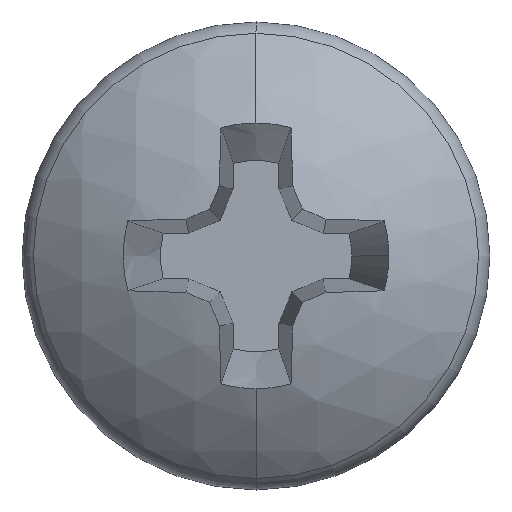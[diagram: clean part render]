
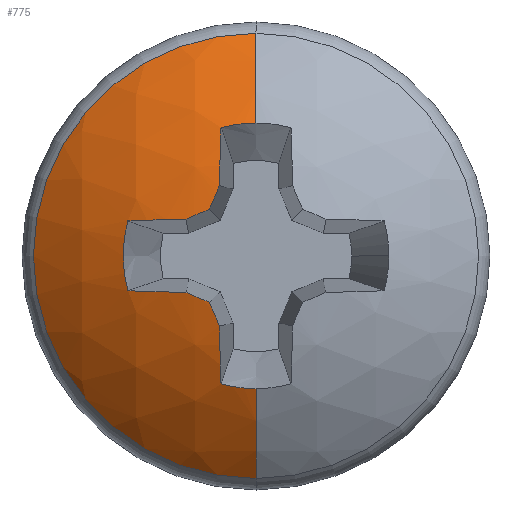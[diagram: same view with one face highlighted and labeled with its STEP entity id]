
A CAD part, top view. The second image highlights one B-rep face of the part: STEP entity #775.
In plain terms, the highlighted spherical face has radius 3.501 mm.
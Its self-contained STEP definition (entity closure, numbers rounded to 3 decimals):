
#3 = VERTEX_POINT ( 'NONE', #825 ) ;
#17 = CARTESIAN_POINT ( 'NONE',  ( -0.498, -0.498, 6.029 ) ) ;
#48 = DIRECTION ( 'NONE',  ( 0., -1., 0. ) ) ;
#53 = CARTESIAN_POINT ( 'NONE',  ( 0., 0., 2.599 ) ) ;
#56 = DIRECTION ( 'NONE',  ( -1., 0., 0. ) ) ;
#64 = CARTESIAN_POINT ( 'NONE',  ( -0.374, 1.369, 5.799 ) ) ;
#77 = CARTESIAN_POINT ( 'NONE',  ( -0.748, -0.391, 5.997 ) ) ;
#113 = CARTESIAN_POINT ( 'NONE',  ( 0., 1.419, 5.799 ) ) ;
#124 = CARTESIAN_POINT ( 'NONE',  ( 0., -1.419, 5.799 ) ) ;
#130 = CARTESIAN_POINT ( 'NONE',  ( -0.391, -0.748, 5.997 ) ) ;
#135 = CARTESIAN_POINT ( 'NONE',  ( -0.374, -1.369, 5.799 ) ) ;
#156 = CARTESIAN_POINT ( 'NONE',  ( -1.369, 0.374, 5.799 ) ) ;
#159 = CARTESIAN_POINT ( 'NONE',  ( -0.498, 0.498, 6.029 ) ) ;
#169 = CARTESIAN_POINT ( 'NONE',  ( -0.748, 0.391, 5.997 ) ) ;
#180 = CARTESIAN_POINT ( 'NONE',  ( 0., 2.379, 5.168 ) ) ;
#186 = CARTESIAN_POINT ( 'NONE',  ( -0.391, 0.748, 5.997 ) ) ;
#202 = CARTESIAN_POINT ( 'NONE',  ( -1.369, -0.374, 5.799 ) ) ;
#351 = EDGE_CURVE ( 'NONE', #2219, #2366, #2087, .T. ) ;
#352 = EDGE_CURVE ( 'NONE', #3041, #3013, #2011, .T. ) ;
#354 = EDGE_CURVE ( 'NONE', #2366, #2524, #2390, .T. ) ;
#358 = EDGE_CURVE ( 'NONE', #3044, #3032, #2201, .T. ) ;
#436 = EDGE_CURVE ( 'NONE', #3068, #2219, #2485, .T. ) ;
#438 = EDGE_CURVE ( 'NONE', #3032, #3041, #2361, .T. ) ;
#439 = EDGE_CURVE ( 'NONE', #3013, #2318, #2340, .T. ) ;
#444 = EDGE_CURVE ( 'NONE', #2524, #3044, #2306, .T. ) ;
#501 = EDGE_CURVE ( 'NONE', #3074, #3, #2481, .T. ) ;
#502 = EDGE_CURVE ( 'NONE', #3, #3020, #2187, .T. ) ;
#507 = EDGE_CURVE ( 'NONE', #2318, #3085, #2117, .T. ) ;
#510 = EDGE_CURVE ( 'NONE', #3085, #3020, #2061, .T. ) ;
#518 = EDGE_CURVE ( 'NONE', #3074, #3063, #2112, .T. ) ;
#522 = EDGE_CURVE ( 'NONE', #3063, #3068, #2017, .T. ) ;
#533 = AXIS2_PLACEMENT_3D ( 'NONE', #1294, #1293, #1292 ) ;
#539 = AXIS2_PLACEMENT_3D ( 'NONE', #1290, #1289, #1288 ) ;
#540 = AXIS2_PLACEMENT_3D ( 'NONE', #1283, #1285, #1282 ) ;
#542 = AXIS2_PLACEMENT_3D ( 'NONE', #1260, #1265, #1263 ) ;
#550 = AXIS2_PLACEMENT_3D ( 'NONE', #3545, #3544, #3540 ) ;
#551 = AXIS2_PLACEMENT_3D ( 'NONE', #3530, #3529, #3528 ) ;
#552 = AXIS2_PLACEMENT_3D ( 'NONE', #3527, #3526, #3525 ) ;
#555 = AXIS2_PLACEMENT_3D ( 'NONE', #3504, #3500, #3499 ) ;
#575 = AXIS2_PLACEMENT_3D ( 'NONE', #3277, #3276, #3275 ) ;
#576 = AXIS2_PLACEMENT_3D ( 'NONE', #3270, #3269, #3268 ) ;
#579 = AXIS2_PLACEMENT_3D ( 'NONE', #3230, #3229, #3228 ) ;
#582 = AXIS2_PLACEMENT_3D ( 'NONE', #3210, #3209, #3208 ) ;
#583 = AXIS2_PLACEMENT_3D ( 'NONE', #3135, #3134, #3133 ) ;
#584 = AXIS2_PLACEMENT_3D ( 'NONE', #3104, #3100, #3099 ) ;
#665 = AXIS2_PLACEMENT_3D ( 'NONE', #53, #56, #48 ) ;
#775 = ADVANCED_FACE ( 'NONE', ( #2371 ), #2397, .T. ) ;
#825 = CARTESIAN_POINT ( 'NONE',  ( 0., -2.379, 5.168 ) ) ;
#1260 = CARTESIAN_POINT ( 'NONE',  ( 0., 0.093, 2.591 ) ) ;
#1263 = DIRECTION ( 'NONE',  ( 0., -0.087, -0.996 ) ) ;
#1265 = DIRECTION ( 'NONE',  ( 0., 0.996, -0.087 ) ) ;
#1282 = DIRECTION ( 'NONE',  ( 0., -0.087, 0.996 ) ) ;
#1283 = CARTESIAN_POINT ( 'NONE',  ( 0., -0.093, 2.591 ) ) ;
#1285 = DIRECTION ( 'NONE',  ( 0., -0.996, -0.087 ) ) ;
#1288 = DIRECTION ( 'NONE',  ( 0.383, 0.924, 0. ) ) ;
#1289 = DIRECTION ( 'NONE',  ( -0.92, 0.381, -0.087 ) ) ;
#1290 = CARTESIAN_POINT ( 'NONE',  ( -0.321, 0.133, 2.568 ) ) ;
#1292 = DIRECTION ( 'NONE',  ( -0.924, 0.383, 0. ) ) ;
#1293 = DIRECTION ( 'NONE',  ( -0.381, -0.92, -0.087 ) ) ;
#1294 = CARTESIAN_POINT ( 'NONE',  ( -0.133, -0.321, 2.568 ) ) ;
#2011 = CIRCLE ( 'NONE', #539, 3.484 ) ;
#2017 = CIRCLE ( 'NONE', #584, 3.5 ) ;
#2061 = CIRCLE ( 'NONE', #582, 3.501 ) ;
#2087 = CIRCLE ( 'NONE', #533, 3.484 ) ;
#2112 = CIRCLE ( 'NONE', #583, 1.419 ) ;
#2117 = CIRCLE ( 'NONE', #579, 1.419 ) ;
#2187 = CIRCLE ( 'NONE', #576, 2.379 ) ;
#2201 = CIRCLE ( 'NONE', #542, 3.5 ) ;
#2219 = VERTEX_POINT ( 'NONE', #17 ) ;
#2306 = CIRCLE ( 'NONE', #555, 1.419 ) ;
#2318 = VERTEX_POINT ( 'NONE', #64 ) ;
#2340 = CIRCLE ( 'NONE', #552, 3.5 ) ;
#2361 = CIRCLE ( 'NONE', #551, 3.484 ) ;
#2366 = VERTEX_POINT ( 'NONE', #77 ) ;
#2371 = FACE_OUTER_BOUND ( 'NONE', #2938, .T. ) ;
#2390 = CIRCLE ( 'NONE', #540, 3.5 ) ;
#2397 = SPHERICAL_SURFACE ( 'NONE', #665, 3.501 ) ;
#2481 = CIRCLE ( 'NONE', #575, 3.501 ) ;
#2485 = CIRCLE ( 'NONE', #550, 3.484 ) ;
#2524 = VERTEX_POINT ( 'NONE', #202 ) ;
#2938 = EDGE_LOOP ( 'NONE', ( #2999, #2998, #2991, #2996, #2995, #2988, #2993, #2992, #2985, #2990, #2989, #2982, #2987, #2986 ) ) ;
#2982 = ORIENTED_EDGE ( 'NONE', *, *, #438, .T. ) ;
#2985 = ORIENTED_EDGE ( 'NONE', *, *, #354, .T. ) ;
#2986 = ORIENTED_EDGE ( 'NONE', *, *, #439, .T. ) ;
#2987 = ORIENTED_EDGE ( 'NONE', *, *, #352, .T. ) ;
#2988 = ORIENTED_EDGE ( 'NONE', *, *, #522, .T. ) ;
#2989 = ORIENTED_EDGE ( 'NONE', *, *, #358, .T. ) ;
#2990 = ORIENTED_EDGE ( 'NONE', *, *, #444, .T. ) ;
#2991 = ORIENTED_EDGE ( 'NONE', *, *, #502, .F. ) ;
#2992 = ORIENTED_EDGE ( 'NONE', *, *, #351, .T. ) ;
#2993 = ORIENTED_EDGE ( 'NONE', *, *, #436, .T. ) ;
#2995 = ORIENTED_EDGE ( 'NONE', *, *, #518, .T. ) ;
#2996 = ORIENTED_EDGE ( 'NONE', *, *, #501, .F. ) ;
#2998 = ORIENTED_EDGE ( 'NONE', *, *, #510, .T. ) ;
#2999 = ORIENTED_EDGE ( 'NONE', *, *, #507, .T. ) ;
#3013 = VERTEX_POINT ( 'NONE', #186 ) ;
#3020 = VERTEX_POINT ( 'NONE', #180 ) ;
#3032 = VERTEX_POINT ( 'NONE', #169 ) ;
#3041 = VERTEX_POINT ( 'NONE', #159 ) ;
#3044 = VERTEX_POINT ( 'NONE', #156 ) ;
#3063 = VERTEX_POINT ( 'NONE', #135 ) ;
#3068 = VERTEX_POINT ( 'NONE', #130 ) ;
#3074 = VERTEX_POINT ( 'NONE', #124 ) ;
#3085 = VERTEX_POINT ( 'NONE', #113 ) ;
#3099 = DIRECTION ( 'NONE',  ( 0.087, 0., -0.996 ) ) ;
#3100 = DIRECTION ( 'NONE',  ( -0.996, 0., -0.087 ) ) ;
#3104 = CARTESIAN_POINT ( 'NONE',  ( -0.093, 0., 2.591 ) ) ;
#3133 = DIRECTION ( 'NONE',  ( -1., 0., 0. ) ) ;
#3134 = DIRECTION ( 'NONE',  ( 0., 0., -1. ) ) ;
#3135 = CARTESIAN_POINT ( 'NONE',  ( 0., 0., 5.799 ) ) ;
#3208 = DIRECTION ( 'NONE',  ( 0., -1., 0. ) ) ;
#3209 = DIRECTION ( 'NONE',  ( -1., 0., 0. ) ) ;
#3210 = CARTESIAN_POINT ( 'NONE',  ( 0., 0., 2.599 ) ) ;
#3228 = DIRECTION ( 'NONE',  ( -1., 0., 0. ) ) ;
#3229 = DIRECTION ( 'NONE',  ( 0., 0., -1. ) ) ;
#3230 = CARTESIAN_POINT ( 'NONE',  ( 0., 0., 5.799 ) ) ;
#3268 = DIRECTION ( 'NONE',  ( 0., 1., 0. ) ) ;
#3269 = DIRECTION ( 'NONE',  ( 0., 0., -1. ) ) ;
#3270 = CARTESIAN_POINT ( 'NONE',  ( 0., 0., 5.168 ) ) ;
#3275 = DIRECTION ( 'NONE',  ( 0., 0., -1. ) ) ;
#3276 = DIRECTION ( 'NONE',  ( 1., 0., 0. ) ) ;
#3277 = CARTESIAN_POINT ( 'NONE',  ( 0., 0., 2.599 ) ) ;
#3499 = DIRECTION ( 'NONE',  ( 0., 1., 0. ) ) ;
#3500 = DIRECTION ( 'NONE',  ( 0., 0., -1. ) ) ;
#3504 = CARTESIAN_POINT ( 'NONE',  ( 0., 0., 5.799 ) ) ;
#3525 = DIRECTION ( 'NONE',  ( 0.087, 0., -0.996 ) ) ;
#3526 = DIRECTION ( 'NONE',  ( -0.996, 0., -0.087 ) ) ;
#3527 = CARTESIAN_POINT ( 'NONE',  ( -0.093, 0., 2.591 ) ) ;
#3528 = DIRECTION ( 'NONE',  ( 0.924, 0.383, 0. ) ) ;
#3529 = DIRECTION ( 'NONE',  ( -0.381, 0.92, -0.087 ) ) ;
#3530 = CARTESIAN_POINT ( 'NONE',  ( -0.133, 0.321, 2.568 ) ) ;
#3540 = DIRECTION ( 'NONE',  ( -0.383, 0.924, 0. ) ) ;
#3544 = DIRECTION ( 'NONE',  ( -0.92, -0.381, -0.087 ) ) ;
#3545 = CARTESIAN_POINT ( 'NONE',  ( -0.321, -0.133, 2.568 ) ) ;
